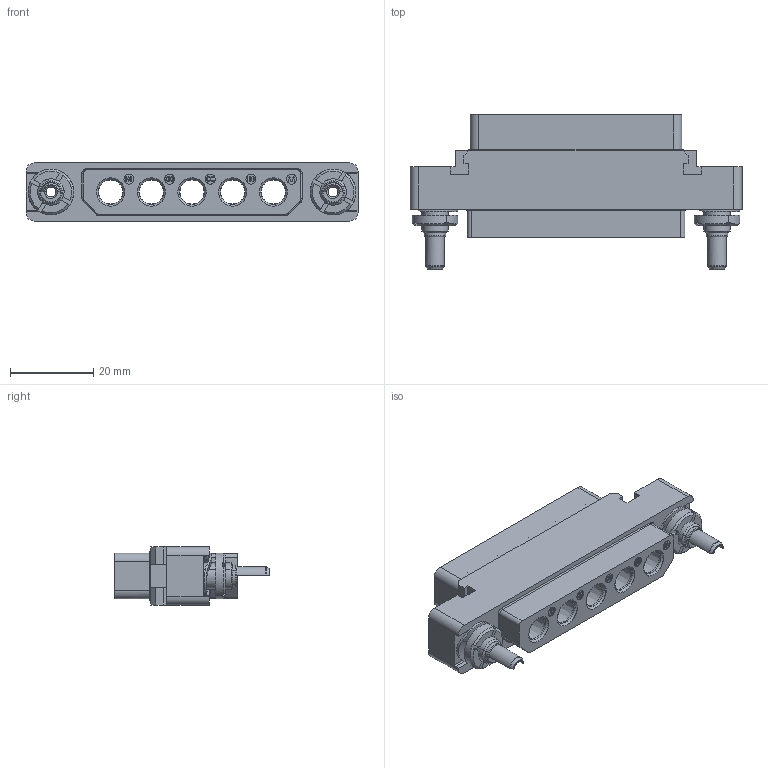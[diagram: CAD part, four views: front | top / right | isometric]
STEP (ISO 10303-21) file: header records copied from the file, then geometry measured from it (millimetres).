
FILE_DESCRIPTION((''),'2;1');
FILE_NAME('1900ND07S1B00A','2019-10-30T',('presta_be4'),(''),'CREO PARAMETRIC BY PTC INC, 2018360','CREO PARAMETRIC BY PTC INC, 2018360','');
FILE_SCHEMA(('CONFIG_CONTROL_DESIGN'));
Products named in the file (1): 1900ND07S1B00A
Bounding box: 80 x 37.4 x 14 mm (x, y, z)
Volume: 15292.9 mm3; surface area: 13118.8 mm2
Topology: 1 solids, 1 shells, 1748 faces, 4676 edges, 3029 vertices
Faces by surface type: plane 1187, cylinder 291, cone 122, torus 118, extrusion 26, bspline 4
Entity records: 62510 total; most frequent: CARTESIAN_POINT 18873, ORIENTED_EDGE 9344, DIRECTION 8563, EDGE_CURVE 4672, VECTOR 3491, LINE 3465, VERTEX_POINT 3029, AXIS2_PLACEMENT_3D 2536
